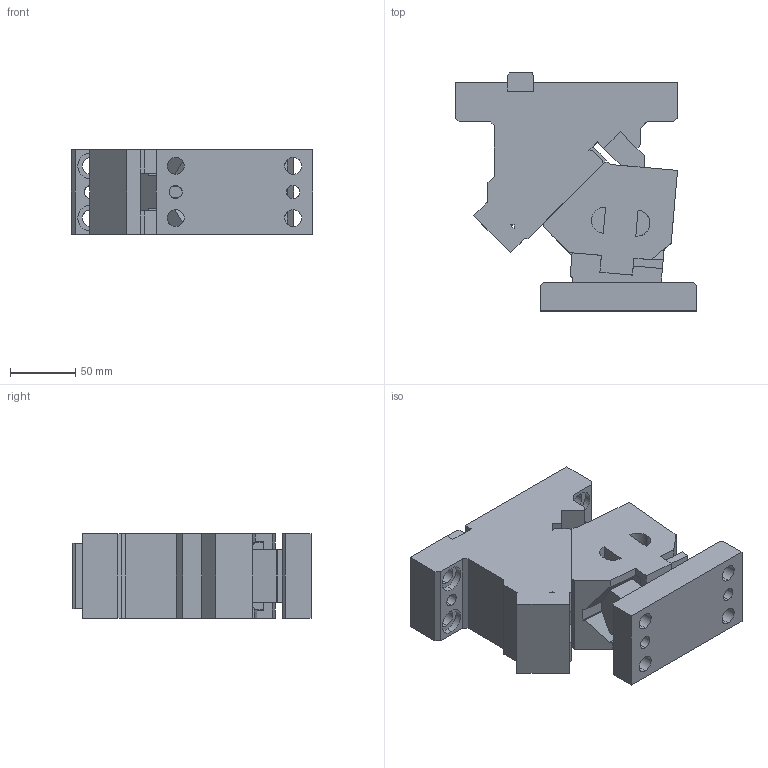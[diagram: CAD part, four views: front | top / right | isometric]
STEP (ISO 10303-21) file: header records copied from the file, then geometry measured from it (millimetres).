
FILE_DESCRIPTION(('CATIA V5 STEP Exchange'),'2;1');
FILE_NAME('CACG_65_05.stp','2015-04-21T15:36:32+00:00',('none'),('none'),'CATIA Version 5 Release 19 SP 2 (IN-10)','CATIA V5 STEP AP203','none');
FILE_SCHEMA(('CONFIG_CONTROL_DESIGN'));
Length unit declared in the file: millimetre
Products named in the file (1): CACG_65_05
Bounding box: 185 x 182.5 x 65 mm (x, y, z)
Volume: 1246776.4 mm3; surface area: 168012.5 mm2
Topology: 3 solids, 3 shells, 216 faces, 601 edges, 390 vertices
Faces by surface type: plane 162, cylinder 54
Entity records: 7529 total; most frequent: CARTESIAN_POINT 2036, ORIENTED_EDGE 1202, DIRECTION 964, EDGE_CURVE 601, VECTOR 477, LINE 477, VERTEX_POINT 390, AXIS2_PLACEMENT_3D 283
